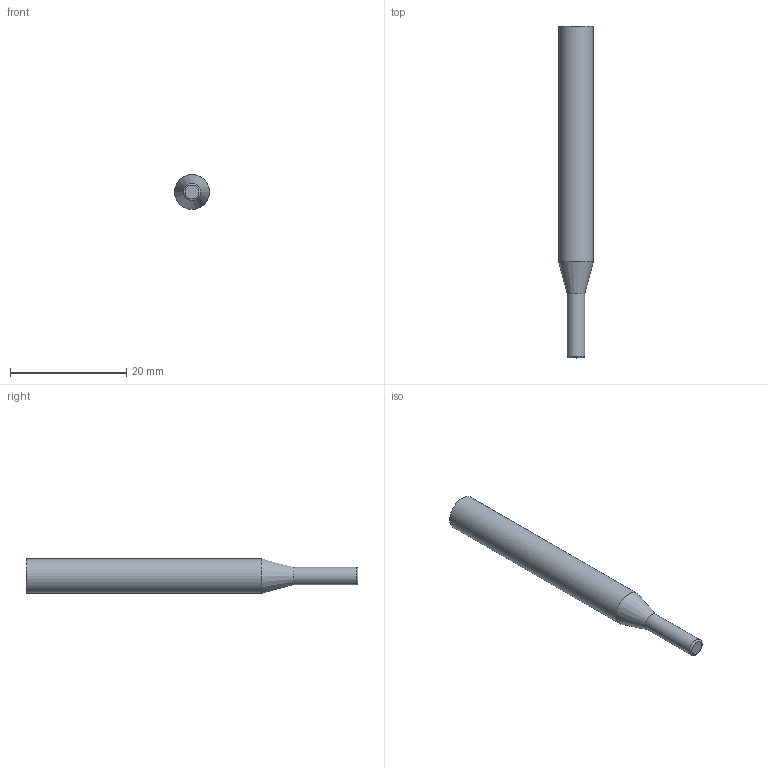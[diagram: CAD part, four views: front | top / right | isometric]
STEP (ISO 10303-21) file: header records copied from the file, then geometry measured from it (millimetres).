
FILE_DESCRIPTION(('OPEN MIND Model'),'2;1');
FILE_NAME('OPEN MIND Shape Model','2020-06-25T13:22:04',('Author'),( 'hyperCAD-S '),'hyperCAD-S STEP processor 6.6','hyperCAD-S 1.0' ,'Unknown');
FILE_SCHEMA(('AUTOMOTIVE_DESIGN { 1 0 10303 214 1 1 1 1 }'));
Length unit declared in the file: millimetre
Products named in the file (18): Product 7; Product 7.1; Product 7.2; Product 7.3; Product 7.4; Product 7.5; Product 7.6; Product 7.7; Product 7.8; Product 7.9; Product 7.10; Product 7.11; Product 7.12; Product 7.13; Product 7.14; Product 7.15; Product 7.16; Product 7.17
Assembly tree (17 placements, depth 2):
  Product 7
    Product 7.1
    Product 7.2
    Product 7.3
    Product 7.4
    Product 7.5
    Product 7.6
    Product 7.7
    Product 7.8
    Product 7.9
    Product 7.10
    Product 7.11
    Product 7.12
    Product 7.13
    Product 7.14
    Product 7.15
    Product 7.16
    Product 7.17
Bounding box: 6 x 57 x 6 mm (x, y, z)
Surface area: 2004.9 mm2
Topology: 3 solids, 6 shells, 16 faces, 34 edges, 42 vertices
Faces by surface type: plane 8, cylinder 4, cone 2, torus 2
Full cylindrical faces by diameter (mm): 3 x2, 6 x2
Entity records: 1043 total; most frequent: CARTESIAN_POINT 152, DIRECTION 151, LINE 50, VECTOR 50, AXIS2_PLACEMENT_3D 48, ORIENTED_EDGE 40, PCURVE 36, DEFINITIONAL_REPRESENTATION 36
